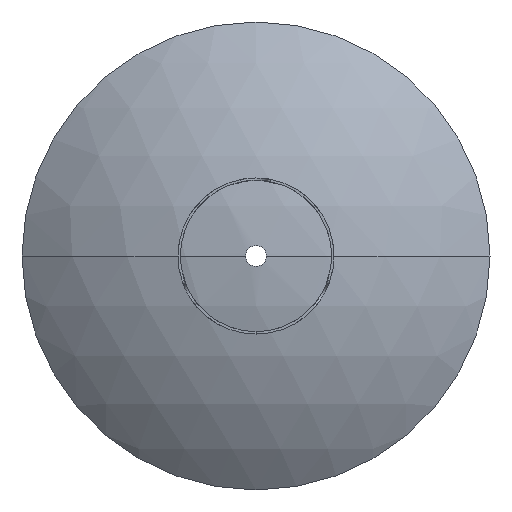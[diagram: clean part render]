
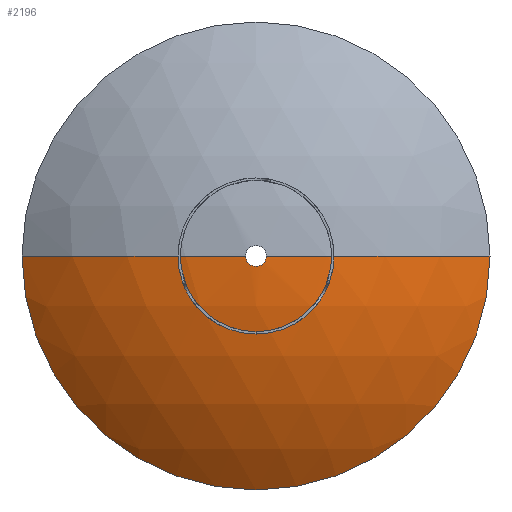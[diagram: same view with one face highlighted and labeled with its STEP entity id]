
A CAD part, front view. The second image highlights one B-rep face of the part: STEP entity #2196.
In plain terms, the highlighted spherical face has radius 477.528 mm.
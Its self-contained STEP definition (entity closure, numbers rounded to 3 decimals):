
#24 = DIRECTION ( 'NONE',  ( 0., 0., -1. ) ) ;
#41 = DIRECTION ( 'NONE',  ( 0., 0., -1. ) ) ;
#50 = CARTESIAN_POINT ( 'NONE',  ( 0., 0.191, 0. ) ) ;
#107 = AXIS2_PLACEMENT_3D ( 'NONE', #2188, #850, #2405 ) ;
#214 = CARTESIAN_POINT ( 'NONE',  ( 0., 106., -300. ) ) ;
#252 = DIRECTION ( 'NONE',  ( 0., 0., 1. ) ) ;
#356 = VERTEX_POINT ( 'NONE', #1559 ) ;
#361 = ORIENTED_EDGE ( 'NONE', *, *, #1374, .T. ) ;
#389 = EDGE_CURVE ( 'NONE', #356, #976, #2387, .T. ) ;
#394 = ORIENTED_EDGE ( 'NONE', *, *, #1101, .F. ) ;
#426 = ORIENTED_EDGE ( 'NONE', *, *, #389, .T. ) ;
#432 = AXIS2_PLACEMENT_3D ( 'NONE', #2517, #24, #578 ) ;
#473 = CIRCLE ( 'NONE', #2315, 300. ) ;
#531 = ORIENTED_EDGE ( 'NONE', *, *, #1051, .T. ) ;
#578 = DIRECTION ( 'NONE',  ( -1., 0., 0. ) ) ;
#650 = DIRECTION ( 'NONE',  ( -1., 0., 0. ) ) ;
#771 = ORIENTED_EDGE ( 'NONE', *, *, #1319, .T. ) ;
#840 = VERTEX_POINT ( 'NONE', #1242 ) ;
#850 = DIRECTION ( 'NONE',  ( 0., 0., 1. ) ) ;
#976 = VERTEX_POINT ( 'NONE', #2032 ) ;
#1051 = EDGE_CURVE ( 'NONE', #976, #840, #1974, .T. ) ;
#1101 = EDGE_CURVE ( 'NONE', #1151, #1922, #1937, .T. ) ;
#1111 = CARTESIAN_POINT ( 'NONE',  ( 0., 106., 0. ) ) ;
#1151 = VERTEX_POINT ( 'NONE', #1224 ) ;
#1199 = CARTESIAN_POINT ( 'NONE',  ( -13.5, 0.191, 0. ) ) ;
#1224 = CARTESIAN_POINT ( 'NONE',  ( -300., 106., 0. ) ) ;
#1242 = CARTESIAN_POINT ( 'NONE',  ( 0., 0.191, -13.5 ) ) ;
#1319 = EDGE_CURVE ( 'NONE', #2227, #356, #2348, .T. ) ;
#1328 = CIRCLE ( 'NONE', #1901, 13.5 ) ;
#1374 = EDGE_CURVE ( 'NONE', #1151, #2227, #473, .T. ) ;
#1469 = CARTESIAN_POINT ( 'NONE',  ( 0., 0.191, 0. ) ) ;
#1499 = EDGE_LOOP ( 'NONE', ( #361, #771, #426, #531, #1994, #394 ) ) ;
#1559 = CARTESIAN_POINT ( 'NONE',  ( 300., 106., 0. ) ) ;
#1645 = DIRECTION ( 'NONE',  ( 0., -1., 0. ) ) ;
#1687 = CARTESIAN_POINT ( 'NONE',  ( 0., 106., 0. ) ) ;
#1714 = DIRECTION ( 'NONE',  ( 0., 1., 0. ) ) ;
#1901 = AXIS2_PLACEMENT_3D ( 'NONE', #1469, #1714, #2483 ) ;
#1922 = VERTEX_POINT ( 'NONE', #1199 ) ;
#1937 = CIRCLE ( 'NONE', #107, 477.528 ) ;
#1952 = SPHERICAL_SURFACE ( 'NONE', #432, 477.528 ) ;
#1974 = CIRCLE ( 'NONE', #2311, 13.5 ) ;
#1994 = ORIENTED_EDGE ( 'NONE', *, *, #2094, .T. ) ;
#2032 = CARTESIAN_POINT ( 'NONE',  ( 13.5, 0.191, 0. ) ) ;
#2055 = AXIS2_PLACEMENT_3D ( 'NONE', #2149, #41, #650 ) ;
#2070 = DIRECTION ( 'NONE',  ( 0., -1., 0. ) ) ;
#2094 = EDGE_CURVE ( 'NONE', #840, #1922, #1328, .T. ) ;
#2107 = FACE_OUTER_BOUND ( 'NONE', #1499, .T. ) ;
#2149 = CARTESIAN_POINT ( 'NONE',  ( 0., 477.528, 0. ) ) ;
#2188 = CARTESIAN_POINT ( 'NONE',  ( 0., 477.528, 0. ) ) ;
#2196 = ADVANCED_FACE ( 'NONE', ( #2107 ), #1952, .T. ) ;
#2210 = DIRECTION ( 'NONE',  ( 0., 1., 0. ) ) ;
#2227 = VERTEX_POINT ( 'NONE', #214 ) ;
#2293 = DIRECTION ( 'NONE',  ( 0., 0., -1. ) ) ;
#2311 = AXIS2_PLACEMENT_3D ( 'NONE', #50, #2210, #252 ) ;
#2315 = AXIS2_PLACEMENT_3D ( 'NONE', #1111, #1645, #2293 ) ;
#2348 = CIRCLE ( 'NONE', #2509, 300. ) ;
#2387 = CIRCLE ( 'NONE', #2055, 477.528 ) ;
#2405 = DIRECTION ( 'NONE',  ( 1., 0., 0. ) ) ;
#2468 = DIRECTION ( 'NONE',  ( 0., 0., -1. ) ) ;
#2483 = DIRECTION ( 'NONE',  ( 0., 0., 1. ) ) ;
#2509 = AXIS2_PLACEMENT_3D ( 'NONE', #1687, #2070, #2468 ) ;
#2517 = CARTESIAN_POINT ( 'NONE',  ( 0., 477.528, 0. ) ) ;
